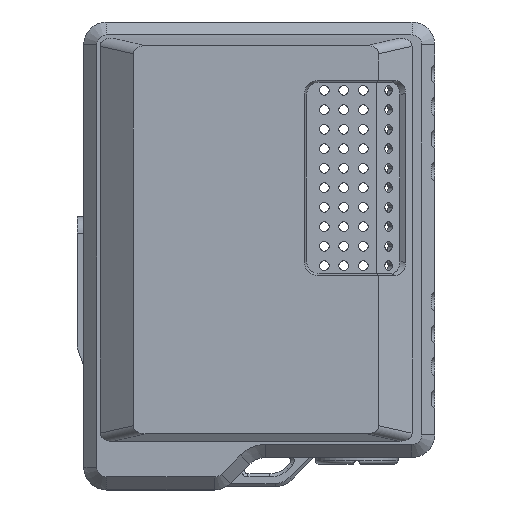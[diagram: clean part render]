
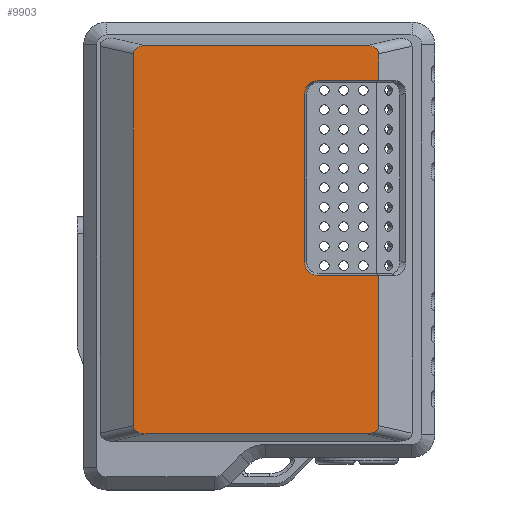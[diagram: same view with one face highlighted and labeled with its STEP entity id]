
A CAD part, front view. The second image highlights one B-rep face of the part: STEP entity #9903.
In plain terms, the highlighted planar face has unit normal (0, -1, 0).
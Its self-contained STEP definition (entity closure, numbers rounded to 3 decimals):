
#767=CARTESIAN_POINT('',(8.932,-16.5,-10.));
#768=CARTESIAN_POINT('',(8.61,-16.5,-10.));
#769=CARTESIAN_POINT('',(8.1,-16.5,-9.866));
#770=CARTESIAN_POINT('',(7.529,-16.5,-9.471));
#771=CARTESIAN_POINT('',(7.134,-16.5,-8.9));
#772=CARTESIAN_POINT('',(7.,-16.5,-8.39));
#773=CARTESIAN_POINT('',(7.,-16.5,-8.068));
#1115=DIRECTION('',(-1.,0.,0.));
#1116=VECTOR('',#1115,9.444);
#1117=CARTESIAN_POINT('',(18.375,-16.5,20.));
#1118=LINE('',#1117,#1116);
#1119=DIRECTION('',(0.,0.,1.));
#1120=VECTOR('',#1119,26.136);
#1121=CARTESIAN_POINT('',(7.,-16.5,-8.068));
#1122=LINE('',#1121,#1120);
#1123=DIRECTION('',(-1.,0.,0.));
#1124=VECTOR('',#1123,9.444);
#1125=CARTESIAN_POINT('',(18.375,-16.5,-10.));
#1126=LINE('',#1125,#1124);
#1127=DIRECTION('',(0.,0.,-1.));
#1128=VECTOR('',#1127,23.103);
#1129=CARTESIAN_POINT('',(18.375,-16.5,-10.));
#1130=LINE('',#1129,#1128);
#1131=CARTESIAN_POINT('',(16.505,-16.5,-34.348));
#1132=CARTESIAN_POINT('',(17.024,-16.5,-34.348));
#1133=CARTESIAN_POINT('',(17.645,-16.5,-34.19));
#1134=CARTESIAN_POINT('',(18.209,-16.5,-33.715));
#1135=CARTESIAN_POINT('',(18.375,-16.5,-33.362));
#1136=CARTESIAN_POINT('',(18.375,-16.5,-33.103));
#1138=DIRECTION('',(-1.,0.,0.));
#1139=VECTOR('',#1138,34.009);
#1140=CARTESIAN_POINT('',(16.505,-16.5,-34.348));
#1141=LINE('',#1140,#1139);
#1142=CARTESIAN_POINT('',(-19.375,-16.5,-33.103));
#1143=CARTESIAN_POINT('',(-19.375,-16.5,-33.362));
#1144=CARTESIAN_POINT('',(-19.209,-16.5,-33.715));
#1145=CARTESIAN_POINT('',(-18.645,-16.5,-34.19));
#1146=CARTESIAN_POINT('',(-18.024,-16.5,-34.348));
#1147=CARTESIAN_POINT('',(-17.505,-16.5,-34.348));
#1149=DIRECTION('',(0.,0.,1.));
#1150=VECTOR('',#1149,57.206);
#1151=CARTESIAN_POINT('',(-19.375,-16.5,-33.103));
#1152=LINE('',#1151,#1150);
#1153=CARTESIAN_POINT('',(-17.505,-16.5,25.348));
#1154=CARTESIAN_POINT('',(-18.024,-16.5,25.348));
#1155=CARTESIAN_POINT('',(-18.645,-16.5,25.19));
#1156=CARTESIAN_POINT('',(-19.209,-16.5,24.715));
#1157=CARTESIAN_POINT('',(-19.375,-16.5,24.362));
#1158=CARTESIAN_POINT('',(-19.375,-16.5,24.103));
#1160=DIRECTION('',(1.,0.,0.));
#1161=VECTOR('',#1160,34.009);
#1162=CARTESIAN_POINT('',(-17.505,-16.5,25.348));
#1163=LINE('',#1162,#1161);
#1164=CARTESIAN_POINT('',(18.375,-16.5,24.103));
#1165=CARTESIAN_POINT('',(18.375,-16.5,24.362));
#1166=CARTESIAN_POINT('',(18.209,-16.5,24.715));
#1167=CARTESIAN_POINT('',(17.645,-16.5,25.19));
#1168=CARTESIAN_POINT('',(17.024,-16.5,25.348));
#1169=CARTESIAN_POINT('',(16.505,-16.5,25.348));
#1171=DIRECTION('',(0.,0.,-1.));
#1172=VECTOR('',#1171,4.103);
#1173=CARTESIAN_POINT('',(18.375,-16.5,24.103));
#1174=LINE('',#1173,#1172);
#1183=CARTESIAN_POINT('',(7.,-16.5,18.068));
#1184=CARTESIAN_POINT('',(7.,-16.5,18.39));
#1185=CARTESIAN_POINT('',(7.134,-16.5,18.9));
#1186=CARTESIAN_POINT('',(7.529,-16.5,19.471));
#1187=CARTESIAN_POINT('',(8.1,-16.5,19.866));
#1188=CARTESIAN_POINT('',(8.61,-16.5,20.));
#1189=CARTESIAN_POINT('',(8.932,-16.5,20.));
#6842=VERTEX_POINT('',#1164);
#6843=VERTEX_POINT('',#1169);
#6848=VERTEX_POINT('',#1131);
#6849=VERTEX_POINT('',#1136);
#6854=CARTESIAN_POINT('',(-17.505,-16.5,25.348));
#6855=VERTEX_POINT('',#6854);
#6856=CARTESIAN_POINT('',(-17.505,-16.5,-34.348));
#6857=VERTEX_POINT('',#6856);
#6896=VERTEX_POINT('',#1158);
#6899=VERTEX_POINT('',#1142);
#7499=CARTESIAN_POINT('',(18.375,-16.5,20.));
#7500=VERTEX_POINT('',#7499);
#7505=CARTESIAN_POINT('',(18.375,-16.5,-10.));
#7506=VERTEX_POINT('',#7505);
#7516=CARTESIAN_POINT('',(8.932,-16.5,-10.));
#7517=VERTEX_POINT('',#7516);
#7518=CARTESIAN_POINT('',(7.,-16.5,-8.068));
#7519=VERTEX_POINT('',#7518);
#7528=CARTESIAN_POINT('',(7.,-16.5,18.068));
#7529=VERTEX_POINT('',#7528);
#7530=CARTESIAN_POINT('',(8.932,-16.5,20.));
#7531=VERTEX_POINT('',#7530);
#9873=CARTESIAN_POINT('',(0.,-16.5,0.));
#9874=DIRECTION('',(0.,1.,0.));
#9875=DIRECTION('',(1.,0.,0.));
#9876=AXIS2_PLACEMENT_3D('',#9873,#9874,#9875);
#9877=PLANE('',#9876);
#9879=ORIENTED_EDGE('',*,*,#9878,.T.);
#9881=ORIENTED_EDGE('',*,*,#9880,.F.);
#9882=ORIENTED_EDGE('',*,*,#9865,.F.);
#9883=ORIENTED_EDGE('',*,*,#9654,.F.);
#9884=ORIENTED_EDGE('',*,*,#9641,.F.);
#9885=ORIENTED_EDGE('',*,*,#9579,.T.);
#9887=ORIENTED_EDGE('',*,*,#9886,.F.);
#9889=ORIENTED_EDGE('',*,*,#9888,.T.);
#9891=ORIENTED_EDGE('',*,*,#9890,.F.);
#9893=ORIENTED_EDGE('',*,*,#9892,.T.);
#9895=ORIENTED_EDGE('',*,*,#9894,.F.);
#9897=ORIENTED_EDGE('',*,*,#9896,.T.);
#9899=ORIENTED_EDGE('',*,*,#9898,.F.);
#9900=ORIENTED_EDGE('',*,*,#9572,.T.);
#9901=EDGE_LOOP('',(#9879,#9881,#9882,#9883,#9884,#9885,#9887,#9889,#9891,#9893,
#9895,#9897,#9899,#9900));
#9902=FACE_OUTER_BOUND('',#9901,.F.);
#9903=ADVANCED_FACE('',(#9902),#9877,.F.);
#774=B_SPLINE_CURVE_WITH_KNOTS('',3,(#767,#768,#769,#770,#771,#772,#773),
.UNSPECIFIED.,.F.,.F.,(4,1,1,1,4),(0.,0.25,0.5,0.75,1.),
.UNSPECIFIED.);
#1137=B_SPLINE_CURVE_WITH_KNOTS('',3,(#1131,#1132,#1133,#1134,#1135,#1136),
.UNSPECIFIED.,.F.,.F.,(4,1,1,4),(0.,0.5,0.75,1.),.UNSPECIFIED.);
#1148=B_SPLINE_CURVE_WITH_KNOTS('',3,(#1142,#1143,#1144,#1145,#1146,#1147),
.UNSPECIFIED.,.F.,.F.,(4,1,1,4),(0.,0.25,0.5,1.),.UNSPECIFIED.);
#1159=B_SPLINE_CURVE_WITH_KNOTS('',3,(#1153,#1154,#1155,#1156,#1157,#1158),
.UNSPECIFIED.,.F.,.F.,(4,1,1,4),(0.,0.5,0.75,1.),.UNSPECIFIED.);
#1170=B_SPLINE_CURVE_WITH_KNOTS('',3,(#1164,#1165,#1166,#1167,#1168,#1169),
.UNSPECIFIED.,.F.,.F.,(4,1,1,4),(0.,0.25,0.5,1.),.UNSPECIFIED.);
#1190=B_SPLINE_CURVE_WITH_KNOTS('',3,(#1183,#1184,#1185,#1186,#1187,#1188,
#1189),.UNSPECIFIED.,.F.,.F.,(4,1,1,1,4),(0.,0.25,0.5,0.75,1.),
.UNSPECIFIED.);
#9572=EDGE_CURVE('',#6842,#7500,#1174,.T.);
#9579=EDGE_CURVE('',#7506,#6849,#1130,.T.);
#9641=EDGE_CURVE('',#7506,#7517,#1126,.T.);
#9654=EDGE_CURVE('',#7517,#7519,#774,.T.);
#9865=EDGE_CURVE('',#7519,#7529,#1122,.T.);
#9878=EDGE_CURVE('',#7500,#7531,#1118,.T.);
#9880=EDGE_CURVE('',#7529,#7531,#1190,.T.);
#9886=EDGE_CURVE('',#6848,#6849,#1137,.T.);
#9888=EDGE_CURVE('',#6848,#6857,#1141,.T.);
#9890=EDGE_CURVE('',#6899,#6857,#1148,.T.);
#9892=EDGE_CURVE('',#6899,#6896,#1152,.T.);
#9894=EDGE_CURVE('',#6855,#6896,#1159,.T.);
#9896=EDGE_CURVE('',#6855,#6843,#1163,.T.);
#9898=EDGE_CURVE('',#6842,#6843,#1170,.T.);
